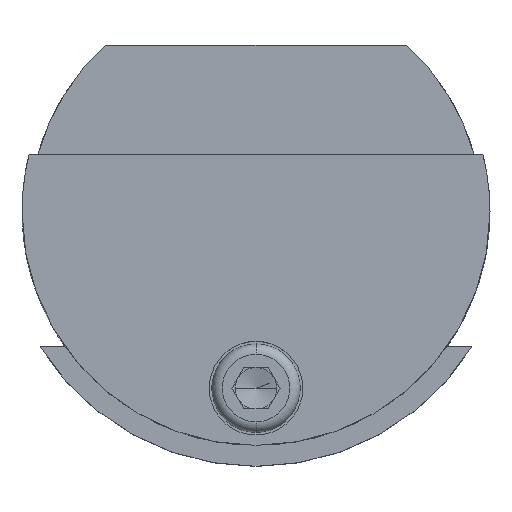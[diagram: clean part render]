
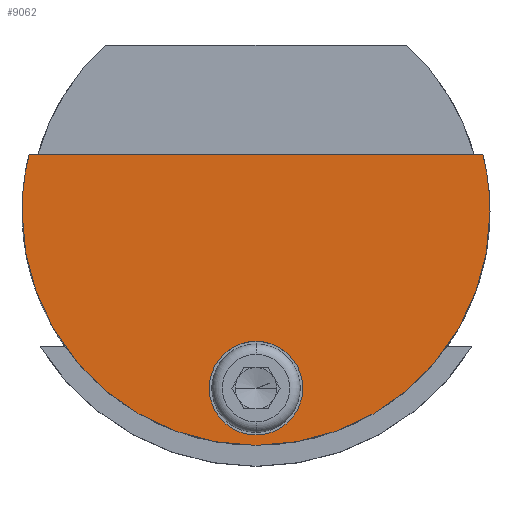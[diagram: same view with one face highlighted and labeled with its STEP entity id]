
A CAD part, top view. The second image highlights one B-rep face of the part: STEP entity #9062.
In plain terms, the highlighted planar face has unit normal (0, 0, 1).
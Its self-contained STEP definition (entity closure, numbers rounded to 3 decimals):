
#43 = DIRECTION ( 'NONE',  ( -1., 0., 0. ) ) ;
#592 = CIRCLE ( 'NONE', #15578, 22.5 ) ;
#1649 = ORIENTED_EDGE ( 'NONE', *, *, #8108, .F. ) ;
#1751 = VERTEX_POINT ( 'NONE', #12048 ) ;
#2047 = AXIS2_PLACEMENT_3D ( 'NONE', #10408, #4112, #6564 ) ;
#2356 = ORIENTED_EDGE ( 'NONE', *, *, #7252, .F. ) ;
#2615 = LINE ( 'NONE', #13520, #8336 ) ;
#3449 = EDGE_CURVE ( 'NONE', #14777, #1751, #13716, .T. ) ;
#4112 = DIRECTION ( 'NONE',  ( 0., 0., -1. ) ) ;
#4680 = EDGE_CURVE ( 'NONE', #11830, #5722, #592, .T. ) ;
#4721 = CIRCLE ( 'NONE', #11465, 4.5 ) ;
#4749 = CARTESIAN_POINT ( 'NONE',  ( 0., 0., 12.5 ) ) ;
#5097 = CARTESIAN_POINT ( 'NONE',  ( 21.817, 5.5, 12.5 ) ) ;
#5150 = DIRECTION ( 'NONE',  ( 1., 0., 0. ) ) ;
#5310 = CIRCLE ( 'NONE', #15287, 22.5 ) ;
#5722 = VERTEX_POINT ( 'NONE', #13524 ) ;
#5938 = ORIENTED_EDGE ( 'NONE', *, *, #4680, .F. ) ;
#5960 = CARTESIAN_POINT ( 'NONE',  ( -22.5, 0., 12.5 ) ) ;
#5989 = DIRECTION ( 'NONE',  ( 0., 0., -1. ) ) ;
#6229 = DIRECTION ( 'NONE',  ( 0., 0., -1. ) ) ;
#6540 = EDGE_LOOP ( 'NONE', ( #15635, #1649 ) ) ;
#6564 = DIRECTION ( 'NONE',  ( -1., 0., 0. ) ) ;
#6618 = PLANE ( 'NONE',  #6964 ) ;
#6964 = AXIS2_PLACEMENT_3D ( 'NONE', #15098, #14946, #9076 ) ;
#7252 = EDGE_CURVE ( 'NONE', #12522, #15092, #5310, .T. ) ;
#8108 = EDGE_CURVE ( 'NONE', #1751, #14777, #4721, .T. ) ;
#8336 = VECTOR ( 'NONE', #5150, 1000. ) ;
#9062 = ADVANCED_FACE ( 'NONE', ( #10632, #9874 ), #6618, .F. ) ;
#9076 = DIRECTION ( 'NONE',  ( -1., 0., 0. ) ) ;
#9196 = EDGE_LOOP ( 'NONE', ( #5938, #9595, #2356, #12137 ) ) ;
#9199 = DIRECTION ( 'NONE',  ( 0., -1., 0. ) ) ;
#9487 = EDGE_CURVE ( 'NONE', #15092, #11830, #2615, .T. ) ;
#9559 = EDGE_CURVE ( 'NONE', #5722, #12522, #13656, .T. ) ;
#9595 = ORIENTED_EDGE ( 'NONE', *, *, #9487, .F. ) ;
#9795 = DIRECTION ( 'NONE',  ( 0., 0., 1. ) ) ;
#9874 = FACE_OUTER_BOUND ( 'NONE', #9196, .T. ) ;
#10337 = CARTESIAN_POINT ( 'NONE',  ( -21.817, 5.5, 12.5 ) ) ;
#10408 = CARTESIAN_POINT ( 'NONE',  ( 0., 0., 12.5 ) ) ;
#10632 = FACE_BOUND ( 'NONE', #6540, .T. ) ;
#11465 = AXIS2_PLACEMENT_3D ( 'NONE', #12087, #9795, #13304 ) ;
#11610 = DIRECTION ( 'NONE',  ( 0., 0., 1. ) ) ;
#11830 = VERTEX_POINT ( 'NONE', #5097 ) ;
#12015 = DIRECTION ( 'NONE',  ( -1., 0., 0. ) ) ;
#12048 = CARTESIAN_POINT ( 'NONE',  ( 0., -12.5, 12.5 ) ) ;
#12087 = CARTESIAN_POINT ( 'NONE',  ( 0., -17., 12.5 ) ) ;
#12137 = ORIENTED_EDGE ( 'NONE', *, *, #9559, .F. ) ;
#12198 = CARTESIAN_POINT ( 'NONE',  ( 0., 0., 12.5 ) ) ;
#12522 = VERTEX_POINT ( 'NONE', #5960 ) ;
#12664 = CARTESIAN_POINT ( 'NONE',  ( 0., -21.5, 12.5 ) ) ;
#13304 = DIRECTION ( 'NONE',  ( 0., -1., 0. ) ) ;
#13520 = CARTESIAN_POINT ( 'NONE',  ( -21.817, 5.5, 12.5 ) ) ;
#13524 = CARTESIAN_POINT ( 'NONE',  ( 22.5, 0., 12.5 ) ) ;
#13555 = AXIS2_PLACEMENT_3D ( 'NONE', #15142, #11610, #9199 ) ;
#13656 = CIRCLE ( 'NONE', #2047, 22.5 ) ;
#13716 = CIRCLE ( 'NONE', #13555, 4.5 ) ;
#14777 = VERTEX_POINT ( 'NONE', #12664 ) ;
#14946 = DIRECTION ( 'NONE',  ( 0., 0., -1. ) ) ;
#15092 = VERTEX_POINT ( 'NONE', #10337 ) ;
#15098 = CARTESIAN_POINT ( 'NONE',  ( 0., 0., 12.5 ) ) ;
#15142 = CARTESIAN_POINT ( 'NONE',  ( 0., -17., 12.5 ) ) ;
#15287 = AXIS2_PLACEMENT_3D ( 'NONE', #12198, #6229, #43 ) ;
#15578 = AXIS2_PLACEMENT_3D ( 'NONE', #4749, #5989, #12015 ) ;
#15635 = ORIENTED_EDGE ( 'NONE', *, *, #3449, .F. ) ;
